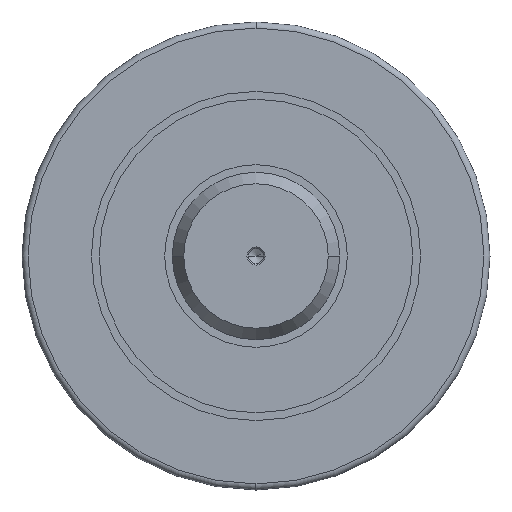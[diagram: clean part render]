
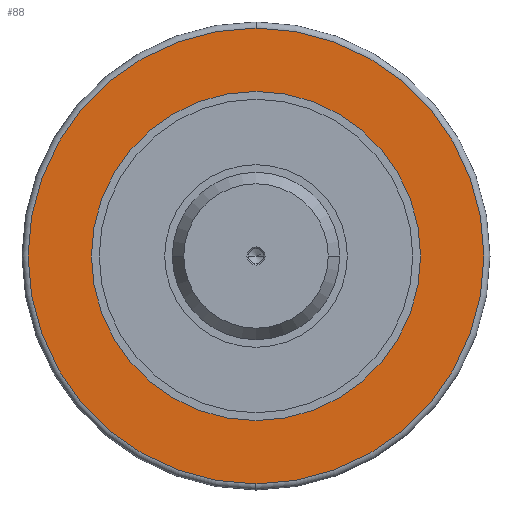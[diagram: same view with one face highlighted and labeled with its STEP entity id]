
A CAD part, left-side view. The second image highlights one B-rep face of the part: STEP entity #88.
In plain terms, the highlighted planar face has unit normal (-1, 0, 0).
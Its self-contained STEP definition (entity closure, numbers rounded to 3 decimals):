
#88=ADVANCED_FACE('',(#191,#192),#193,.T.);
#191=FACE_BOUND('',#313,.T.);
#192=FACE_OUTER_BOUND('',#314,.T.);
#193=PLANE('',#315);
#313=EDGE_LOOP('',(#505,#506));
#314=EDGE_LOOP('',(#507,#508,#509));
#315=AXIS2_PLACEMENT_3D('',#510,#511,#512);
#505=ORIENTED_EDGE('',*,*,#731,.T.);
#506=ORIENTED_EDGE('',*,*,#748,.T.);
#507=ORIENTED_EDGE('',*,*,#708,.T.);
#508=ORIENTED_EDGE('',*,*,#742,.T.);
#509=ORIENTED_EDGE('',*,*,#709,.T.);
#510=CARTESIAN_POINT('',(10.,37.45,0.));
#511=DIRECTION('',(-1.0,0.,0.));
#512=DIRECTION('',(0.,1.0,0.));
#708=EDGE_CURVE('',#838,#836,#839,.T.);
#709=EDGE_CURVE('',#833,#838,#840,.T.);
#731=EDGE_CURVE('',#875,#873,#876,.T.);
#742=EDGE_CURVE('',#836,#833,#892,.T.);
#748=EDGE_CURVE('',#873,#875,#899,.T.);
#833=VERTEX_POINT('',#1002);
#836=VERTEX_POINT('',#1005);
#838=VERTEX_POINT('',#1007);
#839=CIRCLE('',#1008,74.9);
#840=CIRCLE('',#1009,74.9);
#873=VERTEX_POINT('',#1046);
#875=VERTEX_POINT('',#1049);
#876=CIRCLE('',#1050,54.075);
#892=CIRCLE('',#1069,74.9);
#899=CIRCLE('',#1078,54.075);
#1002=CARTESIAN_POINT('',(10.,0.,74.9));
#1005=CARTESIAN_POINT('',(10.0,0.,-74.9));
#1007=CARTESIAN_POINT('',(10.,74.9,0.));
#1008=AXIS2_PLACEMENT_3D('',#1192,#1193,#1194);
#1009=AXIS2_PLACEMENT_3D('',#1195,#1196,#1197);
#1046=CARTESIAN_POINT('',(10.0,0.,-54.075));
#1049=CARTESIAN_POINT('',(10.,0.,54.075));
#1050=AXIS2_PLACEMENT_3D('',#1236,#1237,#1238);
#1069=AXIS2_PLACEMENT_3D('',#1254,#1255,#1256);
#1078=AXIS2_PLACEMENT_3D('',#1262,#1263,#1264);
#1192=CARTESIAN_POINT('',(10.,0.0,0.));
#1193=DIRECTION('',(-1.0,0.0,0.));
#1194=DIRECTION('',(0.0,1.0,0.0));
#1195=CARTESIAN_POINT('',(10.,0.0,0.));
#1196=DIRECTION('',(-1.0,0.0,0.));
#1197=DIRECTION('',(0.0,1.0,0.0));
#1236=CARTESIAN_POINT('',(10.,0.0,0.0));
#1237=DIRECTION('',(1.0,0.,0.));
#1238=DIRECTION('',(0.,0.,-1.0));
#1254=CARTESIAN_POINT('',(10.,0.0,0.));
#1255=DIRECTION('',(-1.0,0.0,0.));
#1256=DIRECTION('',(0.0,1.0,0.0));
#1262=CARTESIAN_POINT('',(10.,0.0,0.0));
#1263=DIRECTION('',(1.0,0.,0.));
#1264=DIRECTION('',(0.,0.,-1.0));
